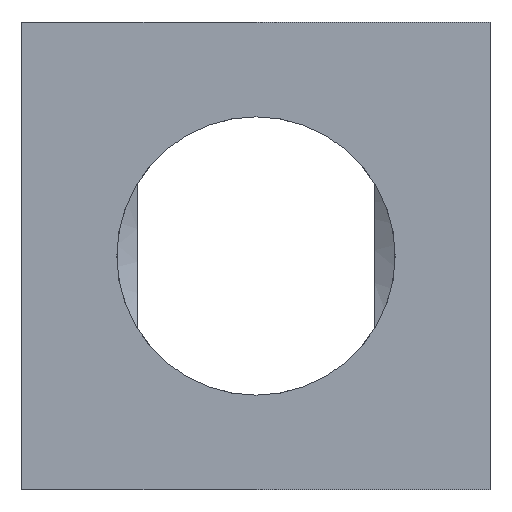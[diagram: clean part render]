
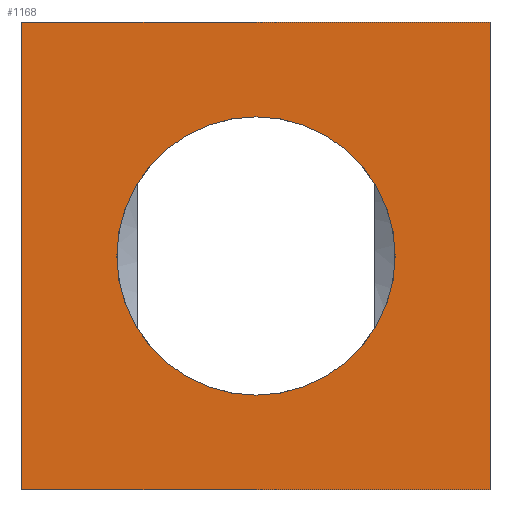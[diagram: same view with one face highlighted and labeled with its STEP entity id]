
A CAD part, left-side view. The second image highlights one B-rep face of the part: STEP entity #1168.
In plain terms, the highlighted planar face has unit normal (-1, 0, 0).
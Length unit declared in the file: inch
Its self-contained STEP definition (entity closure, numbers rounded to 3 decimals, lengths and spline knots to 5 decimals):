
#285=CARTESIAN_POINT('',(-1.41325,0.05634,0.598));
#286=VERTEX_POINT('',#285);
#320=CARTESIAN_POINT('',(-1.41325,0.05634,0.152));
#321=VERTEX_POINT('',#320);
#328=CARTESIAN_POINT('',(-1.41325,0.05634,0.375));
#329=DIRECTION('',(1.0,0.0,0.0));
#330=DIRECTION('',(0.0,0.0,1.0));
#331=AXIS2_PLACEMENT_3D('',#328,#329,#330);
#332=CIRCLE('',#331,0.223);
#333=EDGE_CURVE('',#286,#321,#332,.T.);
#667=CARTESIAN_POINT('',(-1.41325,-0.31866,0.75));
#668=VERTEX_POINT('',#667);
#675=CARTESIAN_POINT('',(-1.41325,-0.31866,0.0));
#676=VERTEX_POINT('',#675);
#677=CARTESIAN_POINT('',(-1.41325,-0.31866,0.0));
#678=DIRECTION('',(0.0,0.0,1.0));
#679=VECTOR('',#678,0.75);
#680=LINE('',#677,#679);
#681=EDGE_CURVE('',#676,#668,#680,.T.);
#725=CARTESIAN_POINT('',(-1.41325,0.43134,0.75));
#726=VERTEX_POINT('',#725);
#733=CARTESIAN_POINT('',(-1.41325,-0.31866,0.75));
#734=DIRECTION('',(0.0,1.0,0.0));
#735=VECTOR('',#734,0.75);
#736=LINE('',#733,#735);
#737=EDGE_CURVE('',#668,#726,#736,.T.);
#813=CARTESIAN_POINT('',(-1.41325,0.43134,0.0));
#814=VERTEX_POINT('',#813);
#821=CARTESIAN_POINT('',(-1.41325,0.43134,0.0));
#822=DIRECTION('',(0.0,0.0,1.0));
#823=VECTOR('',#822,0.75);
#824=LINE('',#821,#823);
#825=EDGE_CURVE('',#814,#726,#824,.T.);
#980=CARTESIAN_POINT('',(-1.41325,0.05634,0.375));
#981=DIRECTION('',(1.0,0.0,0.0));
#982=DIRECTION('',(0.0,0.0,1.0));
#983=AXIS2_PLACEMENT_3D('',#980,#981,#982);
#984=CIRCLE('',#983,0.223);
#985=EDGE_CURVE('',#321,#286,#984,.T.);
#1148=CARTESIAN_POINT('',(-1.41325,-0.31866,0.0));
#1149=DIRECTION('',(-1.0,0.0,0.0));
#1150=DIRECTION('',(0.0,0.0,1.0));
#1151=AXIS2_PLACEMENT_3D('',#1148,#1149,#1150);
#1152=PLANE('',#1151);
#1153=ORIENTED_EDGE('',*,*,#737,.T.);
#1154=ORIENTED_EDGE('',*,*,#825,.F.);
#1155=CARTESIAN_POINT('',(-1.41325,0.43134,0.0));
#1156=DIRECTION('',(0.0,-1.0,0.0));
#1157=VECTOR('',#1156,0.75);
#1158=LINE('',#1155,#1157);
#1159=EDGE_CURVE('',#814,#676,#1158,.T.);
#1160=ORIENTED_EDGE('',*,*,#1159,.T.);
#1161=ORIENTED_EDGE('',*,*,#681,.T.);
#1162=EDGE_LOOP('',(#1153,#1154,#1160,#1161));
#1163=FACE_OUTER_BOUND('',#1162,.T.);
#1164=ORIENTED_EDGE('',*,*,#333,.T.);
#1165=ORIENTED_EDGE('',*,*,#985,.T.);
#1166=EDGE_LOOP('',(#1164,#1165));
#1167=FACE_BOUND('',#1166,.T.);
#1168=ADVANCED_FACE('',(#1163,#1167),#1152,.T.);
